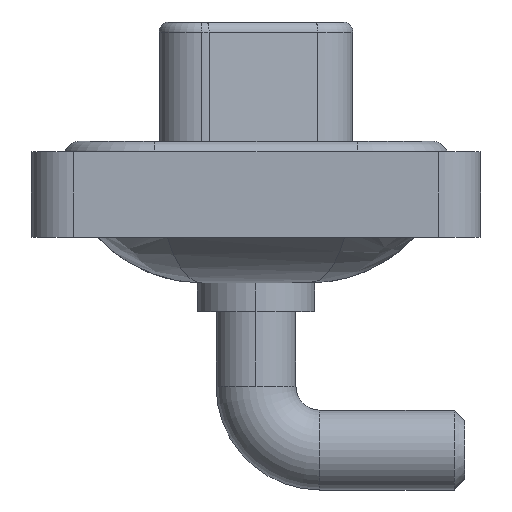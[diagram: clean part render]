
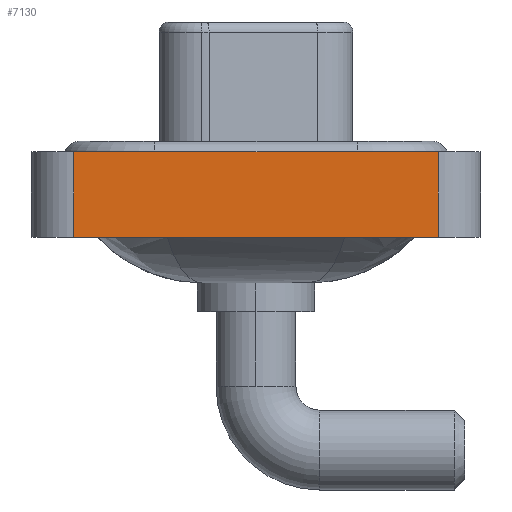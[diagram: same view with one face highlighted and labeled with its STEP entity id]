
A CAD part, left-side view. The second image highlights one B-rep face of the part: STEP entity #7130.
In plain terms, the highlighted planar face has unit normal (-1, 0, 0).
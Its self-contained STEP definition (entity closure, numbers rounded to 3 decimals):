
#158 = CARTESIAN_POINT ( 'NONE',  ( -7.35, -8.55, -3.6 ) ) ;
#333 = AXIS2_PLACEMENT_3D ( 'NONE', #1925, #14650, #10556 ) ;
#712 = ORIENTED_EDGE ( 'NONE', *, *, #12859, .F. ) ;
#743 = VERTEX_POINT ( 'NONE', #16434 ) ;
#1925 = CARTESIAN_POINT ( 'NONE',  ( -7.35, -8.55, -3.6 ) ) ;
#3319 = LINE ( 'NONE', #7450, #3335 ) ;
#3335 = VECTOR ( 'NONE', #6173, 1000. ) ;
#3340 = EDGE_CURVE ( 'NONE', #743, #7274, #3352, .T. ) ;
#3352 = LINE ( 'NONE', #158, #11295 ) ;
#3604 = CARTESIAN_POINT ( 'NONE',  ( -7.35, 8.55, 0.4 ) ) ;
#3627 = EDGE_CURVE ( 'NONE', #14866, #5018, #16619, .T. ) ;
#4346 = CARTESIAN_POINT ( 'NONE',  ( -7.35, -8.55, 0.4 ) ) ;
#4972 = PLANE ( 'NONE',  #333 ) ;
#5018 = VERTEX_POINT ( 'NONE', #6208 ) ;
#5319 = CARTESIAN_POINT ( 'NONE',  ( -7.35, 8.55, -3.6 ) ) ;
#6173 = DIRECTION ( 'NONE',  ( 0., 0., 1. ) ) ;
#6203 = DIRECTION ( 'NONE',  ( 0., -1., 0. ) ) ;
#6208 = CARTESIAN_POINT ( 'NONE',  ( -7.35, -8.55, 0.4 ) ) ;
#6284 = ORIENTED_EDGE ( 'NONE', *, *, #3340, .T. ) ;
#7130 = ADVANCED_FACE ( 'NONE', ( #8911 ), #4972, .T. ) ;
#7274 = VERTEX_POINT ( 'NONE', #11100 ) ;
#7450 = CARTESIAN_POINT ( 'NONE',  ( -7.35, -8.55, -3.6 ) ) ;
#8911 = FACE_OUTER_BOUND ( 'NONE', #14218, .T. ) ;
#9860 = DIRECTION ( 'NONE',  ( 0., -1., 0. ) ) ;
#10556 = DIRECTION ( 'NONE',  ( 0., 0., 1. ) ) ;
#10906 = DIRECTION ( 'NONE',  ( 0., 0., 1. ) ) ;
#11100 = CARTESIAN_POINT ( 'NONE',  ( -7.35, -8.55, -3.6 ) ) ;
#11295 = VECTOR ( 'NONE', #6203, 1000. ) ;
#11327 = ORIENTED_EDGE ( 'NONE', *, *, #12295, .T. ) ;
#11547 = VECTOR ( 'NONE', #10906, 1000. ) ;
#12207 = VECTOR ( 'NONE', #9860, 1000. ) ;
#12295 = EDGE_CURVE ( 'NONE', #7274, #5018, #3319, .T. ) ;
#12859 = EDGE_CURVE ( 'NONE', #743, #14866, #17855, .T. ) ;
#14218 = EDGE_LOOP ( 'NONE', ( #11327, #18107, #712, #6284 ) ) ;
#14650 = DIRECTION ( 'NONE',  ( -1., 0., 0. ) ) ;
#14866 = VERTEX_POINT ( 'NONE', #3604 ) ;
#16434 = CARTESIAN_POINT ( 'NONE',  ( -7.35, 8.55, -3.6 ) ) ;
#16619 = LINE ( 'NONE', #4346, #12207 ) ;
#17855 = LINE ( 'NONE', #5319, #11547 ) ;
#18107 = ORIENTED_EDGE ( 'NONE', *, *, #3627, .F. ) ;
